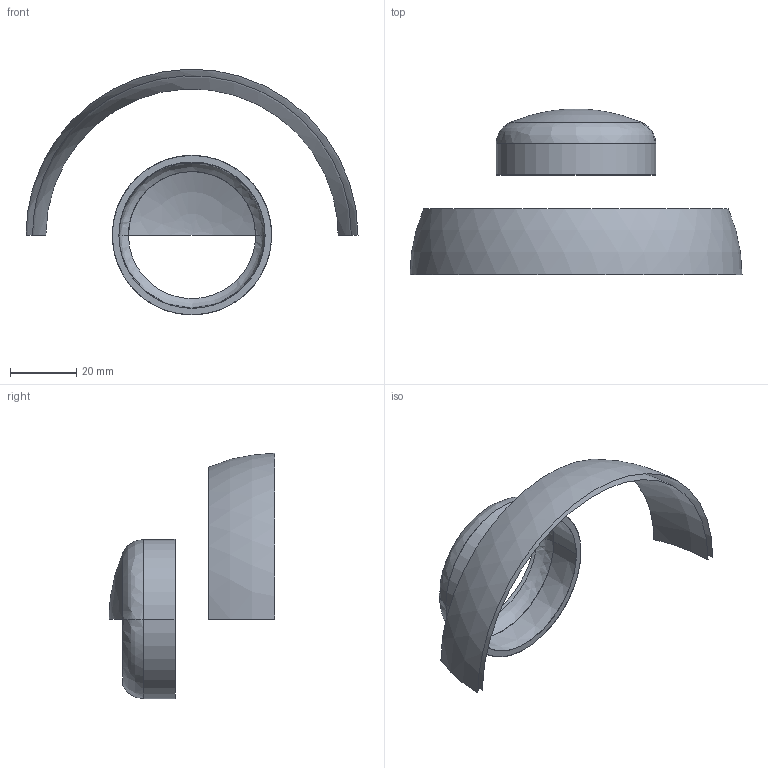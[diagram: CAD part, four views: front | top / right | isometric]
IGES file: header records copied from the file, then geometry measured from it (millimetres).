
Start section: SolidWorks IGES file using analytic representation for surfaces
Global section: file name: 60281-240-48.igs; native system: SolidWorks 2018; preprocessor: SolidWorks 2018; author: Christian; date: 220201.165612; units: millimetre
Bounding box: 100.6 x 50.3 x 74.44 mm (x, y, z)
Surface area: 12312.6 mm2 (no closed solid volume)
Topology: 0 solids, 0 shells, 325 faces, 3692 edges, 3690 vertices
Faces by surface type: bspline 277, revolution 48
